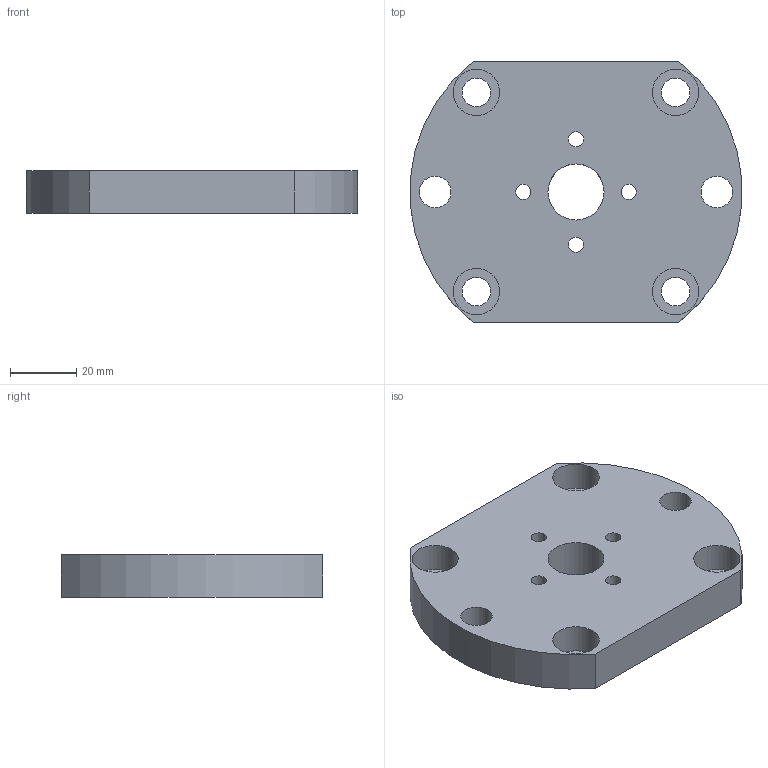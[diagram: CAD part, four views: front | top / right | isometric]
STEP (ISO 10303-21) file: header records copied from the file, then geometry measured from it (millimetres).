
FILE_DESCRIPTION(/* description */ (''),/* implementation_level */ '2;1');
FILE_NAME(/* name */ 'FSH02366.stp',/* time_stamp */ '2015-04-22T10:10:31-07:00',/* author */ ('joon'),/* organization */ (''),/* preprocessor_version */ 'ST-DEVELOPER v15.6',/* originating_system */ 'Autodesk Inventor 2015',/* authorisation */ '');
FILE_SCHEMA (('AUTOMOTIVE_DESIGN { 1 0 10303 214 3 1 1 }'));
Length unit declared in the file: inch
Products named in the file (1): 100 - 500 IN-LB $F1346-B
Bounding box: 99.74 x 78.74 x 12.7 mm (x, y, z)
Volume: 75829.8 mm3; surface area: 20874 mm2
Topology: 1 solids, 1 shells, 33 faces, 72 edges, 49 vertices
Faces by surface type: cylinder 21, plane 12
Full cylindrical faces by diameter (mm): 4.572 x4, 7.874 x4, 8.611 x4, 9.525 x2, 13.97 x4, 16.891 x1
Entity records: 880 total; most frequent: DIRECTION 160, CARTESIAN_POINT 130, ORIENTED_EDGE 100, EDGE_LOOP 82, AXIS2_PLACEMENT_3D 76, EDGE_CURVE 50, FACE_BOUND 49, VERTEX_POINT 46
